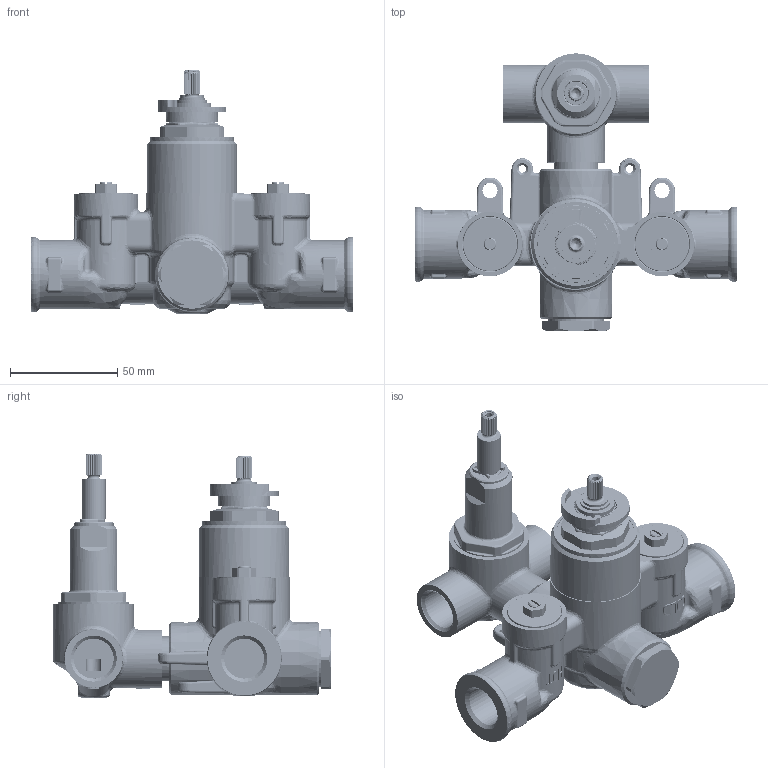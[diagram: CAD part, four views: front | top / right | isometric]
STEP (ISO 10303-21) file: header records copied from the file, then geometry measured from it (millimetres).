
FILE_DESCRIPTION(('CATIA V5 STEP Exchange','CAx-IF Rec.Pracs.--- Model Styling and Organization---1.5--- 2016-08-15','CAx-IF Rec.Pracs.---Supplemental Geometry---1.0---2011-11-01','CAx-IF Rec.Pracs.--- Composite Materials ---3.4---2017-06-13','CAx-IF Rec.Pracs.---Tessellated 3D Geometry---1.0---2015-12-17'),'2;1');
FILE_NAME('ZB018101 x Rendering.stp','2024-01-31T15:21:05+00:00',('none'),('none'),'CATIA Version 5-6 Release 2020 SP2','CATIA V5 STEP AP242 v2','none');
FILE_SCHEMA(('AP242_MANAGED_MODEL_BASED_3D_ENGINEERING_MIM_LF {1 0 10303 442 1 1 4}'));
Length unit declared in the file: millimetre
Products named in the file (1): ZB_018101_PIENO_ASM_AllCATPart
Bounding box: 150 x 128.95 x 113.85 mm (x, y, z)
Volume: 291783.3 mm3; surface area: 140473.2 mm2
Topology: 22 solids, 42 shells, 8624 faces, 24053 edges, 15645 vertices
Faces by surface type: bspline 4178, plane 1964, cylinder 1509, torus 660, cone 218, sphere 88, extrusion 7
Entity records: 398510 total; most frequent: CARTESIAN_POINT 225821, ORIENTED_EDGE 47946, EDGE_CURVE 24033, VERTEX_POINT 15645, DIRECTION 14721, B_SPLINE_CURVE_WITH_KNOTS 13885, EDGE_LOOP 10236, ADVANCED_FACE 8624
